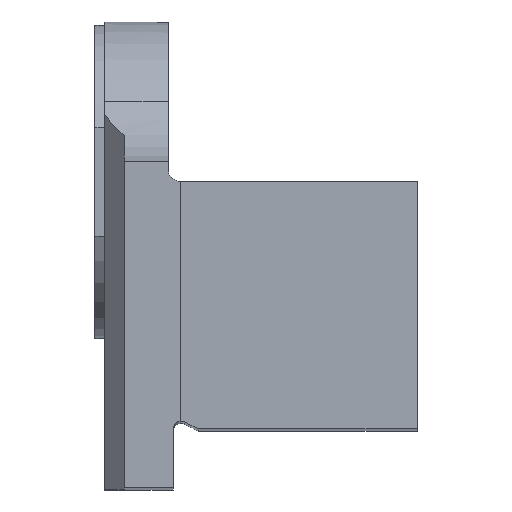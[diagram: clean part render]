
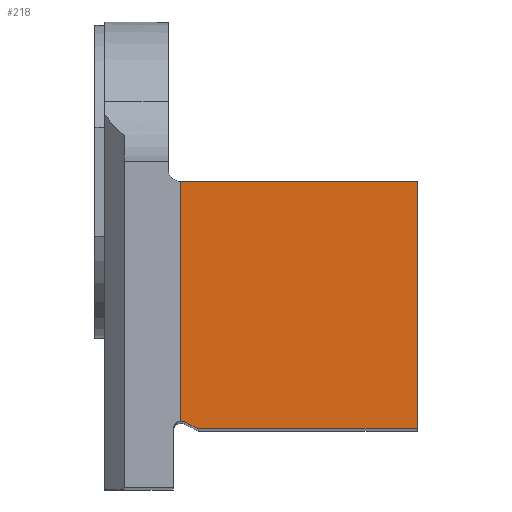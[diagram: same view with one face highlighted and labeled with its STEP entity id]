
A CAD part, top view. The second image highlights one B-rep face of the part: STEP entity #218.
In plain terms, the highlighted planar face has unit normal (0, 0, 1).
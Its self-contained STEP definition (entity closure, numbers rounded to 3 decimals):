
#43=FACE_OUTER_BOUND('',#327,.T.);
#65=LINE('',#1093,#114);
#69=LINE('',#1101,#118);
#73=LINE('',#1109,#122);
#76=LINE('',#1117,#125);
#78=LINE('',#1121,#127);
#114=VECTOR('',#894,1.);
#118=VECTOR('',#900,1.);
#122=VECTOR('',#906,1.);
#125=VECTOR('',#915,1.);
#127=VECTOR('',#919,1.);
#165=PLANE('',#776);
#218=ADVANCED_FACE('',(#43),#165,.F.);
#327=EDGE_LOOP('',(#412,#413,#414,#415,#416,#417));
#412=ORIENTED_EDGE('',*,*,#621,.F.);
#413=ORIENTED_EDGE('',*,*,#622,.T.);
#414=ORIENTED_EDGE('',*,*,#619,.F.);
#415=ORIENTED_EDGE('',*,*,#607,.F.);
#416=ORIENTED_EDGE('',*,*,#611,.F.);
#417=ORIENTED_EDGE('',*,*,#615,.F.);
#545=VERTEX_POINT('',#1092);
#546=VERTEX_POINT('',#1094);
#548=VERTEX_POINT('',#1100);
#551=VERTEX_POINT('',#1108);
#554=VERTEX_POINT('',#1118);
#555=VERTEX_POINT('',#1122);
#607=EDGE_CURVE('',#545,#546,#65,.T.);
#611=EDGE_CURVE('',#548,#545,#69,.T.);
#615=EDGE_CURVE('',#551,#548,#73,.T.);
#619=EDGE_CURVE('',#546,#554,#76,.T.);
#621=EDGE_CURVE('',#555,#551,#78,.T.);
#622=EDGE_CURVE('',#555,#554,#687,.T.);
#687=CIRCLE('',#775,0.8);
#775=AXIS2_PLACEMENT_3D('',#1123,#920,#921);
#776=AXIS2_PLACEMENT_3D('',#1124,#922,#923);
#894=DIRECTION('',(-1.,0.,0.));
#900=DIRECTION('',(0.,-1.,0.));
#906=DIRECTION('',(1.,0.,0.));
#915=DIRECTION('',(-0.891,0.454,0.));
#919=DIRECTION('',(0.,1.,0.));
#920=DIRECTION('',(0.,0.,-1.));
#921=DIRECTION('',(-1.,0.,0.));
#922=DIRECTION('',(0.,0.,-1.));
#923=DIRECTION('',(-1.,0.,0.));
#1092=CARTESIAN_POINT('',(0.,0.,0.));
#1093=CARTESIAN_POINT('',(0.,0.,0.));
#1094=CARTESIAN_POINT('',(-22.338,0.,0.));
#1100=CARTESIAN_POINT('',(0.,25.275,0.));
#1101=CARTESIAN_POINT('',(0.,25.275,0.));
#1108=CARTESIAN_POINT('',(-24.2,25.275,0.));
#1109=CARTESIAN_POINT('',(-24.9,25.275,0.));
#1117=CARTESIAN_POINT('',(-22.338,0.,0.));
#1118=CARTESIAN_POINT('',(-23.737,0.713,0.));
#1121=CARTESIAN_POINT('',(-24.2,0.,0.));
#1122=CARTESIAN_POINT('',(-24.2,0.794,0.));
#1123=CARTESIAN_POINT('',(-24.1,0.,0.));
#1124=CARTESIAN_POINT('',(-24.1,0.,0.));
